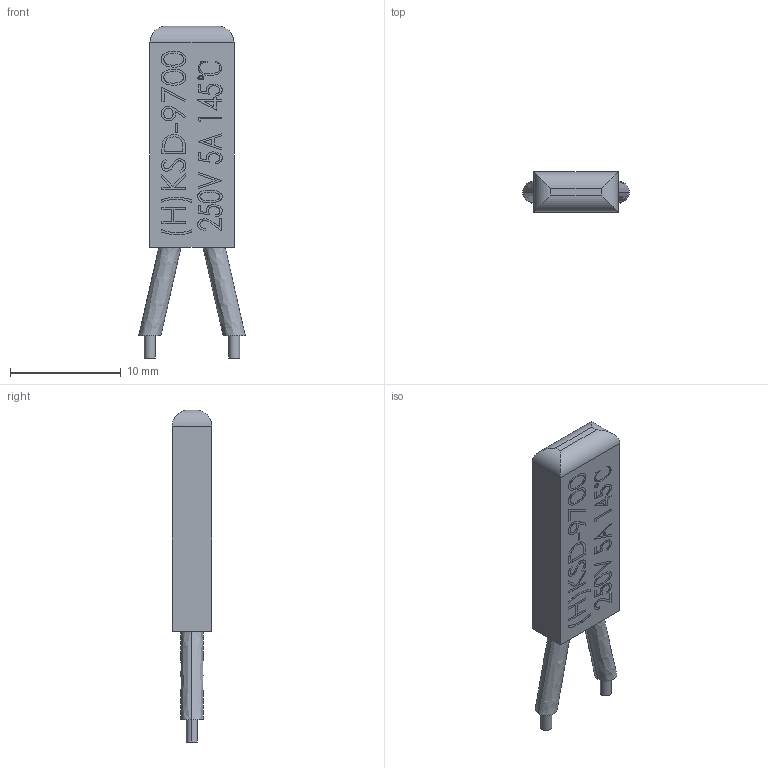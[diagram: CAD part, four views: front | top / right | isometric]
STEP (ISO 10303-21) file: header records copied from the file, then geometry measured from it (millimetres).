
FILE_DESCRIPTION (( 'STEP AP214' ), '1' );
FILE_NAME ('KSD-9700.STEP', '2007-12-20T07:39:32', ( 'Chinese User' ), ( 'Chinese ORG' ), 'SwSTEP 2.0', 'SolidWorks 2004231', '' );
FILE_SCHEMA (( 'AUTOMOTIVE_DESIGN' ));
Length unit declared in the file: millimetre
Products named in the file (1): KSD-9700
Bounding box: 9.62 x 3.61 x 30 mm (x, y, z)
Volume: 591.2 mm3; surface area: 614.8 mm2
Topology: 3 solids, 3 shells, 269 faces, 689 edges, 458 vertices
Faces by surface type: plane 156, bspline 105, cylinder 8
Entity records: 21247 total; most frequent: CARTESIAN_POINT 12412, ORIENTED_EDGE 1378, DIRECTION 829, EDGE_CURVE 689, VECTOR 467, LINE 467, VERTEX_POINT 458, EDGE_LOOP 301
